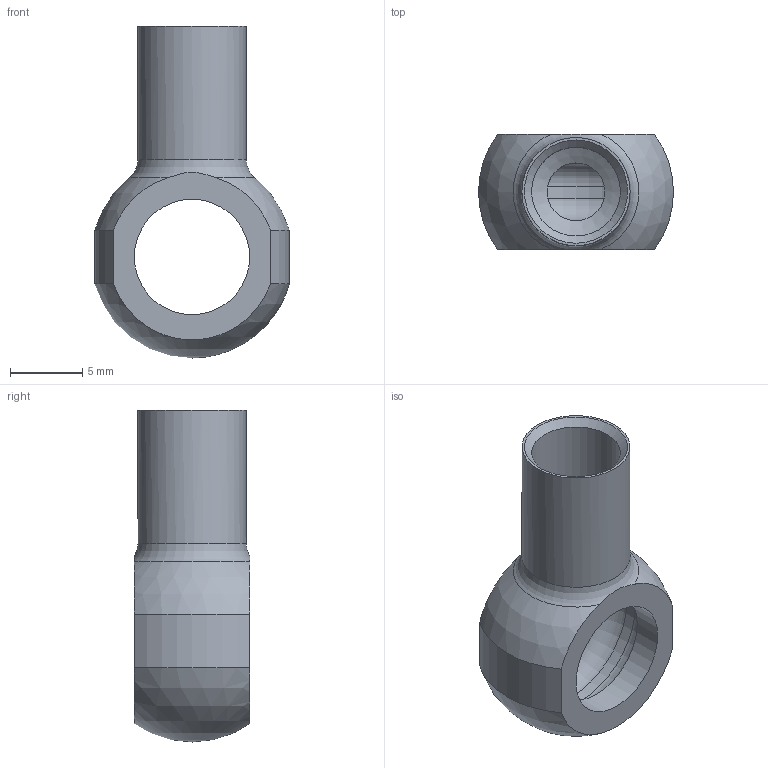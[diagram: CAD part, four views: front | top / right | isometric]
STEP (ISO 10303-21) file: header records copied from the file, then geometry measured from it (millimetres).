
FILE_DESCRIPTION((''),'2;1');
FILE_NAME('74721406.stp','2014-09-08T15:04:27',(''),('KNOMI spol. s r. o.'),'Autodesk Inventor 2012','Autodesk Inventor 2012','');
FILE_SCHEMA(('AUTOMOTIVE_DESIGN { 1 2 10303 214 0 1 1 1 }'));
Length unit declared in the file: millimetre
Products named in the file (1): Oko st.příp.pájecí D8/Tr06
Bounding box: 13.5 x 8 x 23 mm (x, y, z)
Volume: 695 mm3; surface area: 1115.2 mm2
Topology: 1 solids, 1 shells, 19 faces, 52 edges, 33 vertices
Faces by surface type: cylinder 8, torus 3, plane 3, sphere 3, cone 2
Full cylindrical faces by diameter (mm): 4 x1, 6.15 x1, 7.5 x1, 8 x2
Entity records: 597 total; most frequent: CARTESIAN_POINT 159, DIRECTION 92, ORIENTED_EDGE 72, AXIS2_PLACEMENT_3D 44, EDGE_CURVE 36, EDGE_LOOP 30, VERTEX_POINT 26, CIRCLE 24
